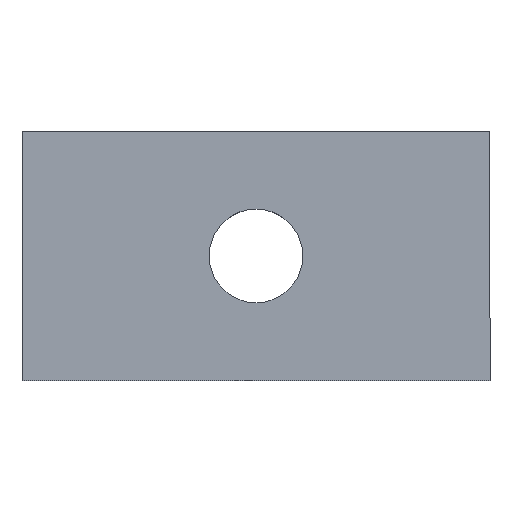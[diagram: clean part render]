
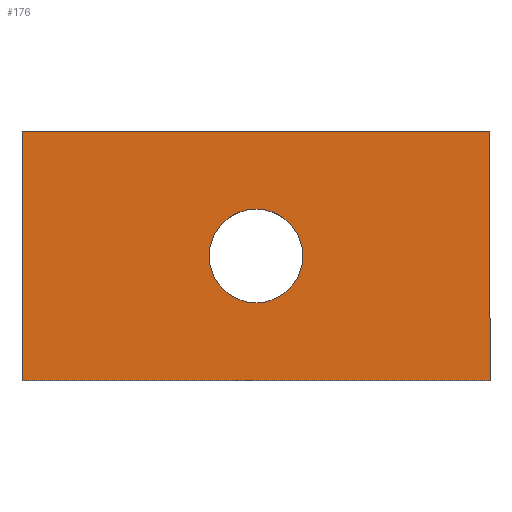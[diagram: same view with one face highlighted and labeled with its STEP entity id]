
A CAD part, top view. The second image highlights one B-rep face of the part: STEP entity #176.
In plain terms, the highlighted planar face has unit normal (0, 0, 1).
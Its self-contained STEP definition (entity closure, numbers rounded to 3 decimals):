
#3 = CARTESIAN_POINT ( 'NONE',  ( -30., 20., 0. ) ) ;
#12 = VERTEX_POINT ( 'NONE', #3 ) ;
#16 = VECTOR ( 'NONE', #124, 1000. ) ;
#25 = LINE ( 'NONE', #45, #261 ) ;
#27 = CIRCLE ( 'NONE', #270, 7.5 ) ;
#29 = DIRECTION ( 'NONE',  ( 0., 0., 1. ) ) ;
#35 = CARTESIAN_POINT ( 'NONE',  ( -75., 0., 0. ) ) ;
#36 = CARTESIAN_POINT ( 'NONE',  ( 0., 40., 0. ) ) ;
#43 = VERTEX_POINT ( 'NONE', #48 ) ;
#44 = ORIENTED_EDGE ( 'NONE', *, *, #182, .T. ) ;
#45 = CARTESIAN_POINT ( 'NONE',  ( 0., 0., 0. ) ) ;
#48 = CARTESIAN_POINT ( 'NONE',  ( -75., 40., 0. ) ) ;
#51 = CARTESIAN_POINT ( 'NONE',  ( -37.5, 20., 0. ) ) ;
#53 = CARTESIAN_POINT ( 'NONE',  ( -37.5, 20., 0. ) ) ;
#56 = PLANE ( 'NONE',  #146 ) ;
#58 = DIRECTION ( 'NONE',  ( -1., 0., 0. ) ) ;
#61 = VERTEX_POINT ( 'NONE', #181 ) ;
#63 = VECTOR ( 'NONE', #58, 1000. ) ;
#65 = EDGE_CURVE ( 'NONE', #230, #113, #25, .T. ) ;
#74 = DIRECTION ( 'NONE',  ( 0., 0., 1. ) ) ;
#78 = LINE ( 'NONE', #153, #63 ) ;
#108 = AXIS2_PLACEMENT_3D ( 'NONE', #51, #74, #213 ) ;
#113 = VERTEX_POINT ( 'NONE', #36 ) ;
#118 = DIRECTION ( 'NONE',  ( 0., 1., 0. ) ) ;
#123 = DIRECTION ( 'NONE',  ( 0., -1., 0. ) ) ;
#124 = DIRECTION ( 'NONE',  ( 1., 0., 0. ) ) ;
#138 = ORIENTED_EDGE ( 'NONE', *, *, #238, .T. ) ;
#143 = FACE_OUTER_BOUND ( 'NONE', #154, .T. ) ;
#146 = AXIS2_PLACEMENT_3D ( 'NONE', #237, #29, #184 ) ;
#147 = CARTESIAN_POINT ( 'NONE',  ( 0., 0., 0. ) ) ;
#153 = CARTESIAN_POINT ( 'NONE',  ( 0., 40., 0. ) ) ;
#154 = EDGE_LOOP ( 'NONE', ( #156, #224, #138, #44 ) ) ;
#156 = ORIENTED_EDGE ( 'NONE', *, *, #65, .T. ) ;
#165 = FACE_BOUND ( 'NONE', #309, .T. ) ;
#166 = EDGE_CURVE ( 'NONE', #248, #12, #268, .T. ) ;
#176 = ADVANCED_FACE ( 'NONE', ( #165, #143 ), #56, .T. ) ;
#181 = CARTESIAN_POINT ( 'NONE',  ( -75., 0., 0. ) ) ;
#182 = EDGE_CURVE ( 'NONE', #61, #230, #295, .T. ) ;
#184 = DIRECTION ( 'NONE',  ( 1., 0., 0. ) ) ;
#198 = EDGE_CURVE ( 'NONE', #12, #248, #27, .T. ) ;
#213 = DIRECTION ( 'NONE',  ( 1., 0., 0. ) ) ;
#217 = CARTESIAN_POINT ( 'NONE',  ( -45., 20., 0. ) ) ;
#224 = ORIENTED_EDGE ( 'NONE', *, *, #272, .T. ) ;
#230 = VERTEX_POINT ( 'NONE', #147 ) ;
#235 = VECTOR ( 'NONE', #123, 1000. ) ;
#237 = CARTESIAN_POINT ( 'NONE',  ( 0., 0., 0. ) ) ;
#238 = EDGE_CURVE ( 'NONE', #43, #61, #242, .T. ) ;
#242 = LINE ( 'NONE', #35, #235 ) ;
#243 = DIRECTION ( 'NONE',  ( 1., 0., 0. ) ) ;
#248 = VERTEX_POINT ( 'NONE', #217 ) ;
#261 = VECTOR ( 'NONE', #118, 1000. ) ;
#266 = DIRECTION ( 'NONE',  ( 0., 0., 1. ) ) ;
#268 = CIRCLE ( 'NONE', #108, 7.5 ) ;
#270 = AXIS2_PLACEMENT_3D ( 'NONE', #53, #266, #243 ) ;
#272 = EDGE_CURVE ( 'NONE', #113, #43, #78, .T. ) ;
#288 = ORIENTED_EDGE ( 'NONE', *, *, #166, .F. ) ;
#294 = CARTESIAN_POINT ( 'NONE',  ( 0., 0., 0. ) ) ;
#295 = LINE ( 'NONE', #294, #16 ) ;
#301 = ORIENTED_EDGE ( 'NONE', *, *, #198, .F. ) ;
#309 = EDGE_LOOP ( 'NONE', ( #301, #288 ) ) ;
